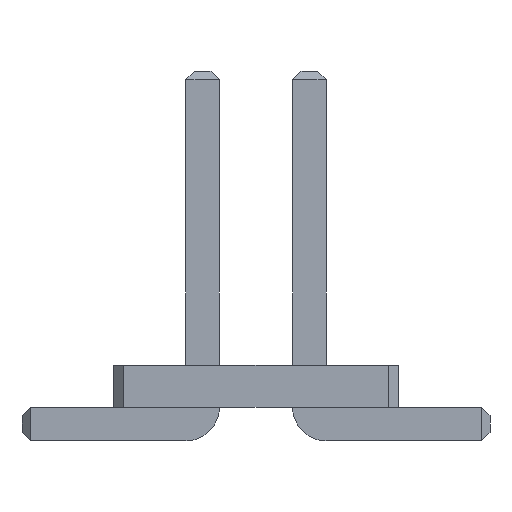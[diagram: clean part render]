
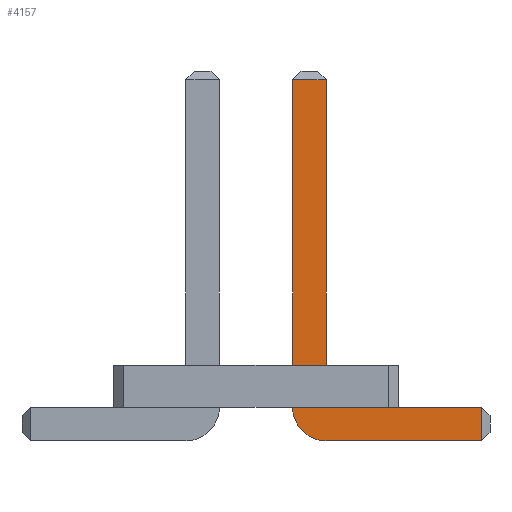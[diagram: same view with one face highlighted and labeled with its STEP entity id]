
A CAD part, front view. The second image highlights one B-rep face of the part: STEP entity #4157.
In plain terms, the highlighted planar face has unit normal (0, -1, 0).
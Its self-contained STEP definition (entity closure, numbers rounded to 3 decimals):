
#67=DIRECTION('',(1.,0.,0.));
#1865=VECTOR('',#67,1.);
#1918=DIRECTION('',(-1.,0.,0.));
#3955=VECTOR('',#1918,1.);
#3963=DIRECTION('',(-0.,1.,0.));
#3964=DIRECTION('',(0.,0.,-1.));
#3971=VECTOR('',#3972,1.);
#3972=DIRECTION('',(0.,0.,1.));
#3983=VECTOR('',#3964,1.);
#3995=DIRECTION('',(0.,1.,0.));
#3996=DIRECTION('',(1.,0.,0.));
#4003=VERTEX_POINT('',#4004);
#4004=CARTESIAN_POINT('',(2.685,-19.885,0.));
#4007=ORIENTED_EDGE('',*,*,#4008,.T.);
#4008=EDGE_CURVE('',#4003,#4009,#4011,.T.);
#4009=VERTEX_POINT('',#4010);
#4010=CARTESIAN_POINT('',(0.835,-19.885,0.));
#4011=LINE('',#4012,#3955);
#4012=CARTESIAN_POINT('',(2.785,-19.885,0.));
#4051=VERTEX_POINT('',#4052);
#4052=CARTESIAN_POINT('',(0.435,-19.885,0.4));
#4055=EDGE_CURVE('',#4009,#4051,#4056,.T.);
#4056=CIRCLE('',#4057,0.4);
#4057=AXIS2_PLACEMENT_3D('',#4058,#3963,#3964);
#4058=CARTESIAN_POINT('',(0.835,-19.885,0.4));
#4067=VERTEX_POINT('',#4058);
#4069=ORIENTED_EDGE('',*,*,#4070,.T.);
#4070=EDGE_CURVE('',#4067,#4071,#4073,.T.);
#4071=VERTEX_POINT('',#4072);
#4072=CARTESIAN_POINT('',(2.685,-19.885,0.4));
#4073=LINE('',#4058,#1865);
#4083=ORIENTED_EDGE('',*,*,#4084,.T.);
#4084=EDGE_CURVE('',#4051,#4085,#4087,.T.);
#4085=VERTEX_POINT('',#4086);
#4086=CARTESIAN_POINT('',(0.435,-19.885,4.3));
#4087=LINE('',#4088,#3971);
#4088=CARTESIAN_POINT('',(0.435,-19.885,0.));
#4101=VERTEX_POINT('',#4102);
#4102=CARTESIAN_POINT('',(0.835,-19.885,4.3));
#4104=ORIENTED_EDGE('',*,*,#4105,.T.);
#4105=EDGE_CURVE('',#4101,#4067,#4106,.T.);
#4106=LINE('',#4107,#3983);
#4107=CARTESIAN_POINT('',(0.835,-19.885,4.4));
#4157=ADVANCED_FACE('',(#4158),#4167,.F.);
#4158=FACE_BOUND('',#4159,.F.);
#4159=EDGE_LOOP('',(#4007,#4160,#4083,#4161,#4104,#4069,#4164));
#4160=ORIENTED_EDGE('',*,*,#4055,.T.);
#4161=ORIENTED_EDGE('',*,*,#4162,.T.);
#4162=EDGE_CURVE('',#4085,#4101,#4163,.T.);
#4163=LINE('',#4086,#1865);
#4164=ORIENTED_EDGE('',*,*,#4165,.T.);
#4165=EDGE_CURVE('',#4071,#4003,#4166,.T.);
#4166=LINE('',#4072,#3983);
#4167=PLANE('',#4168);
#4168=AXIS2_PLACEMENT_3D('',#4169,#3995,#3996);
#4169=CARTESIAN_POINT('',(1.032,-19.885,1.622));
